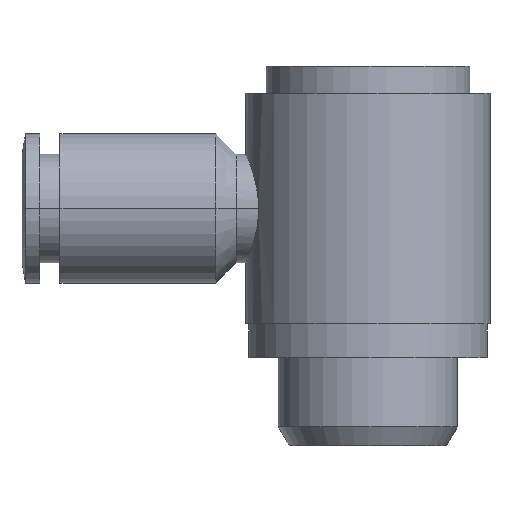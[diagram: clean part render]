
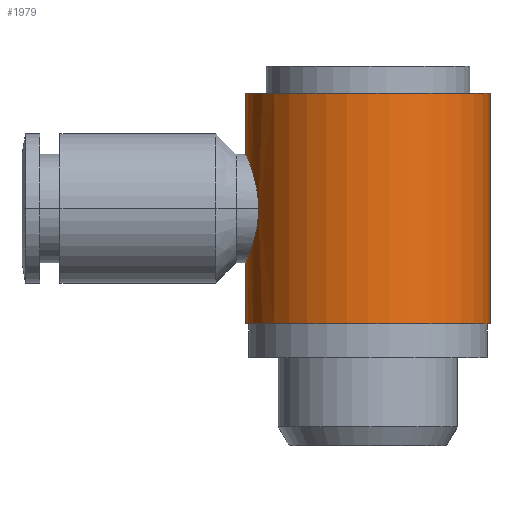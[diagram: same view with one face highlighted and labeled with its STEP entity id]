
A CAD part, left-side view. The second image highlights one B-rep face of the part: STEP entity #1979.
In plain terms, the highlighted cylindrical face has radius 9 mm (diameter 18 mm), a partial arc.
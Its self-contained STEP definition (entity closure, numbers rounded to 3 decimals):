
#123=CARTESIAN_POINT('',(-4.,8.062,0.0));
#124=VERTEX_POINT('',#123);
#131=CARTESIAN_POINT('',(0.,9.0,4.));
#132=VERTEX_POINT('',#131);
#133=CARTESIAN_POINT('',(-4.,8.062,0.0));
#134=CARTESIAN_POINT('',(-4.,8.062,0.511));
#135=CARTESIAN_POINT('',(-3.897,8.116,1.049));
#136=CARTESIAN_POINT('',(-3.486,8.3,2.032));
#137=CARTESIAN_POINT('',(-3.18,8.428,2.477));
#138=CARTESIAN_POINT('',(-2.477,8.66,3.179));
#139=CARTESIAN_POINT('',(-2.032,8.782,3.486));
#140=CARTESIAN_POINT('',(-1.049,8.953,3.897));
#141=CARTESIAN_POINT('',(-0.51,9.0,4.));
#142=CARTESIAN_POINT('',(0.,9.0,4.));
#143=B_SPLINE_CURVE_WITH_KNOTS('',3,(#133,#134,#135,#136,#137,#138,#139,#140,#141,#142),.UNSPECIFIED.,.F.,.U.,(4,2,2,2,4),(0.0,0.153,0.306,0.459,0.612),.UNSPECIFIED.);
#144=EDGE_CURVE('',#124,#132,#143,.T.);
#376=CARTESIAN_POINT('',(0.0,-9.0,-8.5));
#377=VERTEX_POINT('',#376);
#378=CARTESIAN_POINT('',(0.0,-9.0,8.5));
#379=VERTEX_POINT('',#378);
#380=CARTESIAN_POINT('',(0.0,-9.0,-8.5));
#381=DIRECTION('',(0.0,0.0,1.0));
#382=VECTOR('',#381,17.0);
#383=LINE('',#380,#382);
#384=EDGE_CURVE('',#377,#379,#383,.T.);
#386=CARTESIAN_POINT('',(0.,9.0,-8.5));
#387=VERTEX_POINT('',#386);
#395=CARTESIAN_POINT('',(0.,9.0,-4.));
#396=VERTEX_POINT('',#395);
#397=CARTESIAN_POINT('',(0.,9.0,-4.));
#398=DIRECTION('',(0.0,0.0,-1.0));
#399=VECTOR('',#398,4.5);
#400=LINE('',#397,#399);
#401=EDGE_CURVE('',#396,#387,#400,.T.);
#417=CARTESIAN_POINT('',(0.,9.0,8.5));
#418=VERTEX_POINT('',#417);
#419=CARTESIAN_POINT('',(0.,9.0,8.5));
#420=DIRECTION('',(0.0,0.0,-1.0));
#421=VECTOR('',#420,4.5);
#422=LINE('',#419,#421);
#423=EDGE_CURVE('',#418,#132,#422,.T.);
#1941=CARTESIAN_POINT('',(0.0,0.0,0.0));
#1942=DIRECTION('',(0.0,0.0,1.0));
#1943=DIRECTION('',(0.0,-1.0,0.0));
#1944=AXIS2_PLACEMENT_3D('',#1941,#1942,#1943);
#1945=CYLINDRICAL_SURFACE('',#1944,9.0);
#1946=ORIENTED_EDGE('',*,*,#384,.T.);
#1947=CARTESIAN_POINT('',(0.0,0.0,8.5));
#1948=DIRECTION('',(0.0,0.0,1.0));
#1949=DIRECTION('',(0.0,-1.0,0.0));
#1950=AXIS2_PLACEMENT_3D('',#1947,#1948,#1949);
#1951=CIRCLE('',#1950,9.0);
#1952=EDGE_CURVE('',#418,#379,#1951,.T.);
#1953=ORIENTED_EDGE('',*,*,#1952,.F.);
#1954=ORIENTED_EDGE('',*,*,#423,.T.);
#1955=ORIENTED_EDGE('',*,*,#144,.F.);
#1956=CARTESIAN_POINT('',(0.,9.0,-4.));
#1957=CARTESIAN_POINT('',(-0.51,9.0,-4.));
#1958=CARTESIAN_POINT('',(-1.049,8.953,-3.897));
#1959=CARTESIAN_POINT('',(-2.032,8.782,-3.486));
#1960=CARTESIAN_POINT('',(-2.477,8.66,-3.179));
#1961=CARTESIAN_POINT('',(-3.18,8.428,-2.477));
#1962=CARTESIAN_POINT('',(-3.486,8.3,-2.032));
#1963=CARTESIAN_POINT('',(-3.897,8.116,-1.049));
#1964=CARTESIAN_POINT('',(-4.,8.062,-0.511));
#1965=CARTESIAN_POINT('',(-4.,8.062,0.0));
#1966=B_SPLINE_CURVE_WITH_KNOTS('',3,(#1956,#1957,#1958,#1959,#1960,#1961,#1962,#1963,#1964,#1965),.UNSPECIFIED.,.F.,.U.,(4,2,2,2,4),(1.836,1.989,2.142,2.295,2.449),.UNSPECIFIED.);
#1967=EDGE_CURVE('',#396,#124,#1966,.T.);
#1968=ORIENTED_EDGE('',*,*,#1967,.F.);
#1969=ORIENTED_EDGE('',*,*,#401,.T.);
#1970=CARTESIAN_POINT('',(0.0,0.0,-8.5));
#1971=DIRECTION('',(0.0,0.0,1.0));
#1972=DIRECTION('',(0.0,-1.0,0.0));
#1973=AXIS2_PLACEMENT_3D('',#1970,#1971,#1972);
#1974=CIRCLE('',#1973,9.0);
#1975=EDGE_CURVE('',#387,#377,#1974,.T.);
#1976=ORIENTED_EDGE('',*,*,#1975,.T.);
#1977=EDGE_LOOP('',(#1946,#1953,#1954,#1955,#1968,#1969,#1976));
#1978=FACE_OUTER_BOUND('',#1977,.T.);
#1979=ADVANCED_FACE('',(#1978),#1945,.T.);
